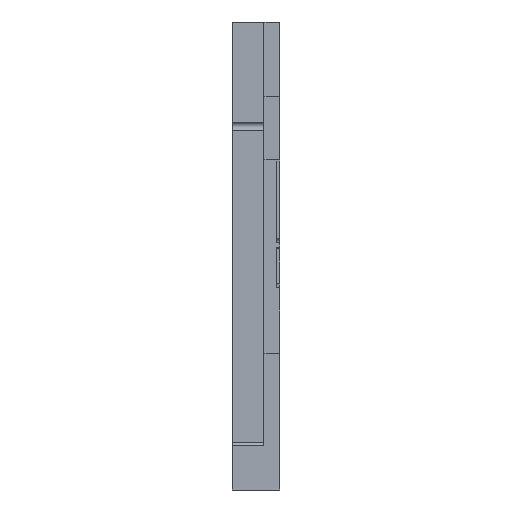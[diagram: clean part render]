
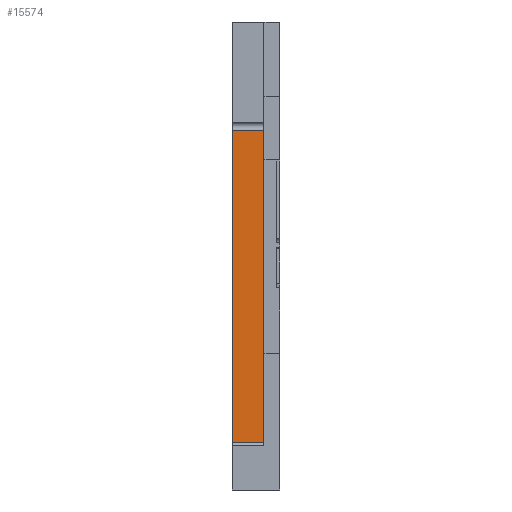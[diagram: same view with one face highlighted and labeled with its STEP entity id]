
A CAD part, front view. The second image highlights one B-rep face of the part: STEP entity #15574.
In plain terms, the highlighted planar face has unit normal (0, -1, 0).
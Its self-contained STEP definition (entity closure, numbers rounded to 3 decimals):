
#344 = VERTEX_POINT ( 'NONE', #8566 ) ;
#417 = ORIENTED_EDGE ( 'NONE', *, *, #836, .T. ) ;
#477 = ORIENTED_EDGE ( 'NONE', *, *, #19463, .T. ) ;
#836 = EDGE_CURVE ( 'NONE', #19564, #344, #1898, .T. ) ;
#1898 = LINE ( 'NONE', #2177, #6966 ) ;
#2177 = CARTESIAN_POINT ( 'NONE',  ( 0., -178.541, 211.19 ) ) ;
#2212 = CARTESIAN_POINT ( 'NONE',  ( 20., -178.541, 211.19 ) ) ;
#3003 = VECTOR ( 'NONE', #17218, 1000. ) ;
#3659 = VERTEX_POINT ( 'NONE', #21198 ) ;
#6738 = CARTESIAN_POINT ( 'NONE',  ( 30., -178.541, 134.958 ) ) ;
#6966 = VECTOR ( 'NONE', #10331, 1000. ) ;
#8162 = EDGE_CURVE ( 'NONE', #3659, #17725, #23469, .T. ) ;
#8301 = FACE_OUTER_BOUND ( 'NONE', #13151, .T. ) ;
#8566 = CARTESIAN_POINT ( 'NONE',  ( 0., -178.541, -61.81 ) ) ;
#8975 = CARTESIAN_POINT ( 'NONE',  ( 20., -178.541, -61.81 ) ) ;
#9620 = CARTESIAN_POINT ( 'NONE',  ( 0., -178.541, 134.958 ) ) ;
#10331 = DIRECTION ( 'NONE',  ( 0., 0., -1. ) ) ;
#10985 = VECTOR ( 'NONE', #13136, 1000. ) ;
#12385 = AXIS2_PLACEMENT_3D ( 'NONE', #2212, #25103, #14779 ) ;
#12997 = CARTESIAN_POINT ( 'NONE',  ( 20., -178.541, 211.19 ) ) ;
#13136 = DIRECTION ( 'NONE',  ( 0., 0., -1. ) ) ;
#13151 = EDGE_LOOP ( 'NONE', ( #24935, #477, #417, #17585 ) ) ;
#14779 = DIRECTION ( 'NONE',  ( 0., 0., 1. ) ) ;
#15574 = ADVANCED_FACE ( 'NONE', ( #8301 ), #16694, .F. ) ;
#16694 = PLANE ( 'NONE',  #12385 ) ;
#17218 = DIRECTION ( 'NONE',  ( -1., 0., 0. ) ) ;
#17503 = EDGE_CURVE ( 'NONE', #344, #17725, #19771, .T. ) ;
#17585 = ORIENTED_EDGE ( 'NONE', *, *, #17503, .T. ) ;
#17725 = VERTEX_POINT ( 'NONE', #8975 ) ;
#19463 = EDGE_CURVE ( 'NONE', #3659, #19564, #25761, .T. ) ;
#19564 = VERTEX_POINT ( 'NONE', #9620 ) ;
#19771 = LINE ( 'NONE', #26079, #25834 ) ;
#21198 = CARTESIAN_POINT ( 'NONE',  ( 20., -178.541, 134.958 ) ) ;
#22218 = DIRECTION ( 'NONE',  ( 1., 0., 0. ) ) ;
#23469 = LINE ( 'NONE', #12997, #10985 ) ;
#24935 = ORIENTED_EDGE ( 'NONE', *, *, #8162, .F. ) ;
#25103 = DIRECTION ( 'NONE',  ( 0., 1., 0. ) ) ;
#25761 = LINE ( 'NONE', #6738, #3003 ) ;
#25834 = VECTOR ( 'NONE', #22218, 1000. ) ;
#26079 = CARTESIAN_POINT ( 'NONE',  ( 20., -178.541, -61.81 ) ) ;
